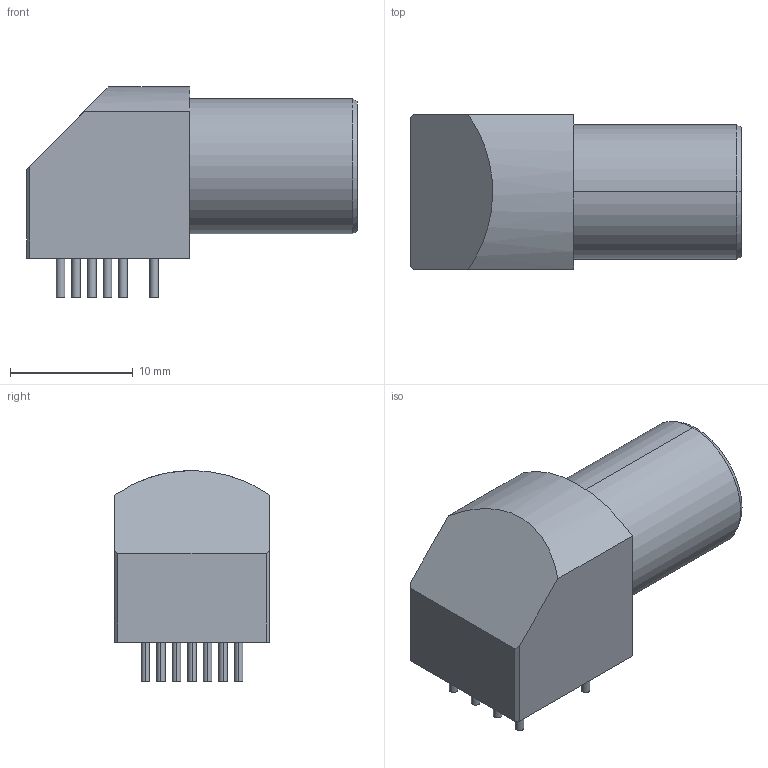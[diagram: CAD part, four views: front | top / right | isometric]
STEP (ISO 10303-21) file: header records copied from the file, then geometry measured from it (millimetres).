
FILE_DESCRIPTION((''),'2;1');
FILE_NAME('LEMO_EPG.1B.310.HLN.stp','2015-02-10T15:45:59',(''),(''),'Mechanical Desktop 2011','Mechanical Desktop 2011',', , ');
FILE_SCHEMA(('AUTOMOTIVE_DESIGN { 1 2 10303 214 1 1 1 1 }'));
Length unit declared in the file: millimetre
Products named in the file (1): Product
Bounding box: 27 x 12.6 x 17.2 mm (x, y, z)
Volume: 2895.2 mm3; surface area: 3357.7 mm2
Topology: 27 solids, 27 shells, 160 faces, 313 edges, 208 vertices
Faces by surface type: cylinder 95, plane 63, cone 2
Entity records: 4313 total; most frequent: DIRECTION 827, CARTESIAN_POINT 682, ORIENTED_EDGE 626, AXIS2_PLACEMENT_3D 353, EDGE_CURVE 313, VERTEX_POINT 208, EDGE_LOOP 201, CIRCLE 191
